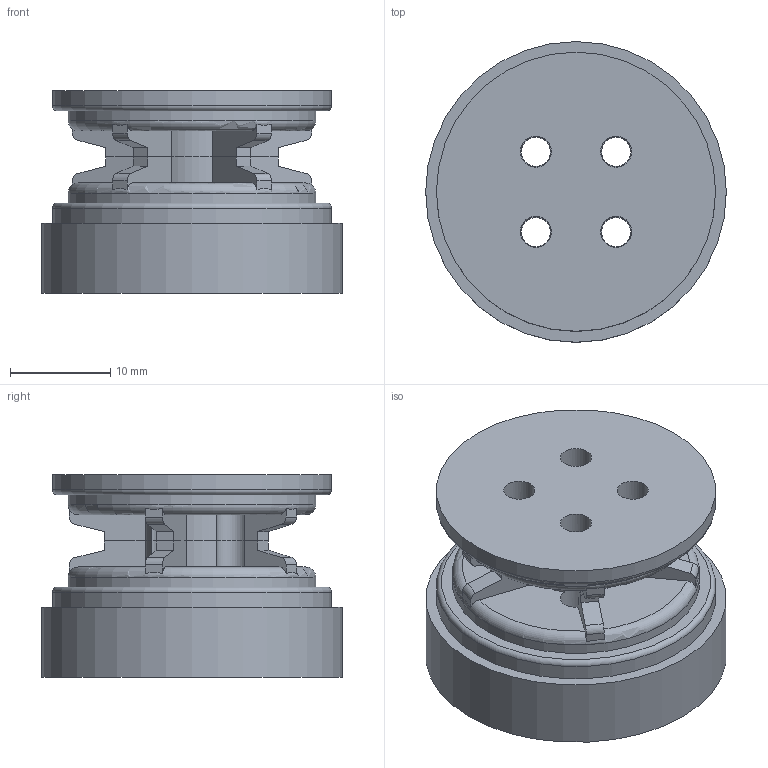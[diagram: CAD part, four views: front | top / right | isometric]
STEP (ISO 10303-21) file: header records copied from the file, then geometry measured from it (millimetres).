
FILE_DESCRIPTION(/* description */ (''),/* implementation_level */ '2;1');
FILE_NAME(/* name */ 'BallChainRoller v9.step',/* time_stamp */ '2024-05-10T19:31:01+08:00',/* author */ (''),/* organization */ (''),/* preprocessor_version */ 'ST-DEVELOPER v20',/* originating_system */ 'Autodesk Translation Framework v12.20.1.177',/* authorisation */ '');
FILE_SCHEMA (('AUTOMOTIVE_DESIGN { 1 0 10303 214 3 1 1 }'));
Length unit declared in the file: millimetre
Products named in the file (3): 拉珠转盘生成器; BottomPulley; Spacer
Assembly tree (2 placements, depth 2):
  拉珠转盘生成器
    BottomPulley
    Spacer
Bounding box: 30 x 30 x 20.2 mm (x, y, z)
Volume: 8870.4 mm3; surface area: 6175.2 mm2
Topology: 3 solids, 3 shells, 120 faces, 353 edges, 234 vertices
Faces by surface type: plane 72, cylinder 44, torus 4
Full cylindrical faces by diameter (mm): 2.9 x4, 3.1 x8, 24.707 x2, 27.847 x2, 30 x1
Entity records: 4344 total; most frequent: CARTESIAN_POINT 942, ORIENTED_EDGE 706, DIRECTION 695, EDGE_CURVE 353, AXIS2_PLACEMENT_3D 247, VERTEX_POINT 234, LINE 201, VECTOR 201
